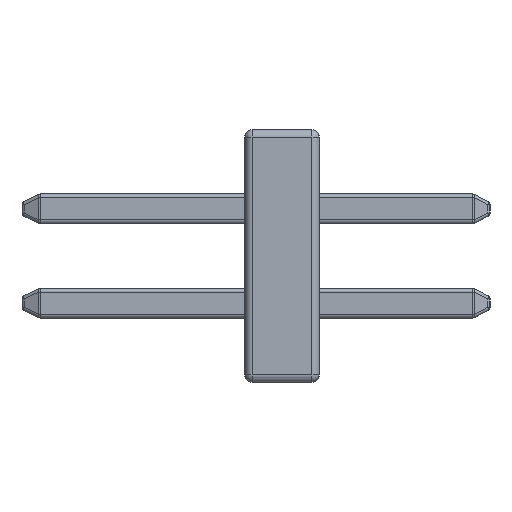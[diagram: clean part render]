
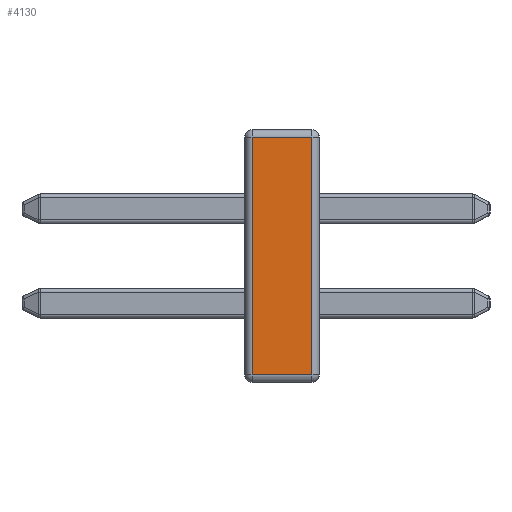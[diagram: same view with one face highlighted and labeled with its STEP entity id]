
A CAD part, left-side view. The second image highlights one B-rep face of the part: STEP entity #4130.
In plain terms, the highlighted planar face has unit normal (-1, 0, 0).
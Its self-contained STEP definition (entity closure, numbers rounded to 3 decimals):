
#45 = EDGE_CURVE ( 'NONE', #2363, #2972, #2260, .T. ) ;
#410 = AXIS2_PLACEMENT_3D ( 'NONE', #1374, #4408, #1793 ) ;
#1193 = ORIENTED_EDGE ( 'NONE', *, *, #4066, .T. ) ;
#1374 = CARTESIAN_POINT ( 'NONE',  ( -0.635, 0., 0. ) ) ;
#1410 = DIRECTION ( 'NONE',  ( 0., 0., -1. ) ) ;
#1415 = ORIENTED_EDGE ( 'NONE', *, *, #45, .T. ) ;
#1673 = VERTEX_POINT ( 'NONE', #3665 ) ;
#1793 = DIRECTION ( 'NONE',  ( 0., 0., -1. ) ) ;
#1865 = ORIENTED_EDGE ( 'NONE', *, *, #5066, .T. ) ;
#1880 = EDGE_LOOP ( 'NONE', ( #1865, #1415, #1193, #3655 ) ) ;
#1962 = VECTOR ( 'NONE', #5205, 1000. ) ;
#1969 = VECTOR ( 'NONE', #5094, 1000. ) ;
#2112 = LINE ( 'NONE', #3015, #1962 ) ;
#2260 = LINE ( 'NONE', #2949, #4443 ) ;
#2363 = VERTEX_POINT ( 'NONE', #5364 ) ;
#2486 = LINE ( 'NONE', #4461, #3641 ) ;
#2559 = CARTESIAN_POINT ( 'NONE',  ( -0.635, -0.4, 1.6 ) ) ;
#2631 = PLANE ( 'NONE',  #410 ) ;
#2949 = CARTESIAN_POINT ( 'NONE',  ( -0.635, 0., -1.6 ) ) ;
#2972 = VERTEX_POINT ( 'NONE', #3439 ) ;
#2980 = VERTEX_POINT ( 'NONE', #2559 ) ;
#3015 = CARTESIAN_POINT ( 'NONE',  ( -0.635, -0.4, 0. ) ) ;
#3439 = CARTESIAN_POINT ( 'NONE',  ( -0.635, -0.4, -1.6 ) ) ;
#3499 = EDGE_CURVE ( 'NONE', #2980, #1673, #5467, .T. ) ;
#3600 = FACE_OUTER_BOUND ( 'NONE', #1880, .T. ) ;
#3641 = VECTOR ( 'NONE', #1410, 1000. ) ;
#3655 = ORIENTED_EDGE ( 'NONE', *, *, #3499, .T. ) ;
#3665 = CARTESIAN_POINT ( 'NONE',  ( -0.635, 0.4, 1.6 ) ) ;
#4066 = EDGE_CURVE ( 'NONE', #2972, #2980, #2112, .T. ) ;
#4130 = ADVANCED_FACE ( 'NONE', ( #3600 ), #2631, .F. ) ;
#4194 = CARTESIAN_POINT ( 'NONE',  ( -0.635, 0.5, 1.6 ) ) ;
#4408 = DIRECTION ( 'NONE',  ( 1., 0., 0. ) ) ;
#4443 = VECTOR ( 'NONE', #5061, 1000. ) ;
#4461 = CARTESIAN_POINT ( 'NONE',  ( -0.635, 0.4, -1.7 ) ) ;
#5061 = DIRECTION ( 'NONE',  ( 0., -1., 0. ) ) ;
#5066 = EDGE_CURVE ( 'NONE', #1673, #2363, #2486, .T. ) ;
#5094 = DIRECTION ( 'NONE',  ( 0., 1., 0. ) ) ;
#5205 = DIRECTION ( 'NONE',  ( 0., 0., 1. ) ) ;
#5364 = CARTESIAN_POINT ( 'NONE',  ( -0.635, 0.4, -1.6 ) ) ;
#5467 = LINE ( 'NONE', #4194, #1969 ) ;
